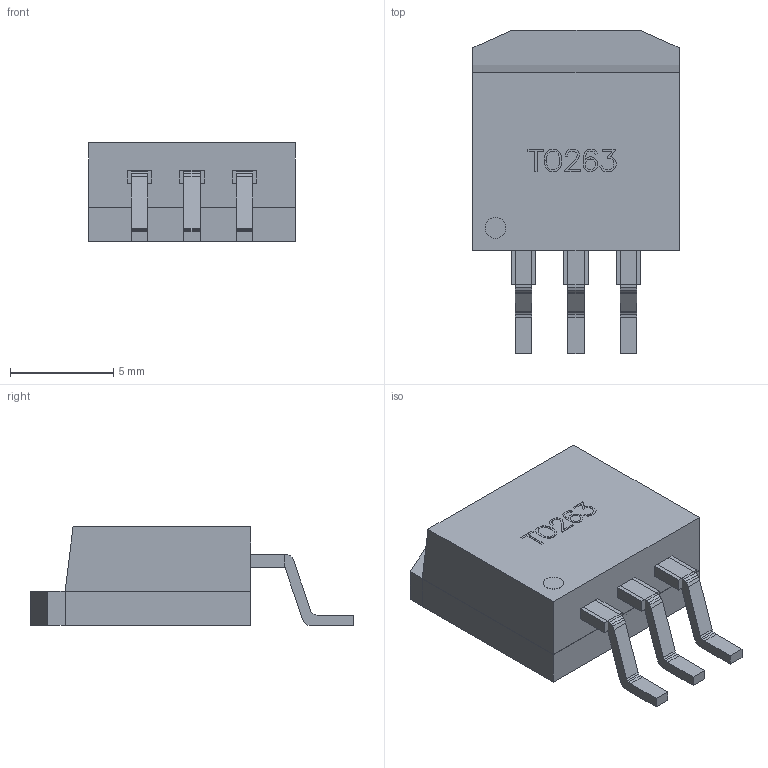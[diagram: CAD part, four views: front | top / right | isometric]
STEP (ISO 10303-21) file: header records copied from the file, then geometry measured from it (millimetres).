
FILE_DESCRIPTION (( 'STEP AP214' ), '1' );
FILE_NAME ('SW3dPS-TO263-3.STEP', '2009-09-25T15:21:07', ( 'SysAdmin' ), ( 'SolidWorks' ), 'SwSTEP 2.0', 'SolidWorks 2009', '' );
FILE_SCHEMA (( 'AUTOMOTIVE_DESIGN' ));
Length unit declared in the file: millimetre
Products named in the file (37): SW3dPS-TO263-3_BODY5; SW3dPS-TO263-3; SW3dPS-TO263-3_450155473; SW3dPS-TO263-3_Free-Models5; SW3dPS-TO263-3_Board7; SW3dPS-TO263-3_Extruded10; SW3dPS-TO263-3_450155217; SW3dPS-TO263-3_Extruded11; SW3dPS-TO263-3_450154833; SW3dPS-TO263-3_Extruded16; SW3dPS-TO263-3_450155089; SW3dPS-TO263-3_Cylinder1; SW3dPS-TO263-3_449923505; SW3dPS-TO263-3_Extruded17; SW3dPS-TO263-3_BODY3; SW3dPS-TO263-3_Extruded14; SW3dPS-TO263-3_450157265; SW3dPS-TO263-3_Free-Models7; SW3dPS-TO263-3_BODY4; SW3dPS-TO263-3_Free-Models6; SW3dPS-TO263-3_Board8; SW3dPS-TO263-3_Extruded18; SW3dPS-TO263-3_453496017; SW3dPS-TO263-3_Extruded13; SW3dPS-TO263-3_453496145; SW3dPS-TO263-3_Free-Models9; SW3dPS-TO263-3_Board6; SW3dPS-TO263-3_Extruded19; SW3dPS-TO263-3_Free-Models8; SW3dPS-TO263-3_PIN1; SW3dPS-TO263-3_453494225; SW3dPS-TO263-3_450154961; SW3dPS-TO263-3_Board5; SW3dPS-TO263-3_Board9; SW3dPS-TO263-3_Extruded15; SW3dPS-TO263-3_Extruded12; SW3dPS-TO263-3_453494353
Assembly tree (40 placements, depth 8):
  SW3dPS-TO263-3
    SW3dPS-TO263-3_Board7
    SW3dPS-TO263-3_Free-Models5
      SW3dPS-TO263-3_PIN1  x3
        SW3dPS-TO263-3_Board6
        SW3dPS-TO263-3_Free-Models9
          SW3dPS-TO263-3_453496145
            SW3dPS-TO263-3_Extruded13
      SW3dPS-TO263-3_450154961
        SW3dPS-TO263-3_Extruded19
      SW3dPS-TO263-3_450157265  x3
        SW3dPS-TO263-3_Extruded14
      SW3dPS-TO263-3_450154833
        SW3dPS-TO263-3_Extruded17
      SW3dPS-TO263-3_BODY3
        SW3dPS-TO263-3_Board5
        SW3dPS-TO263-3_Free-Models6
          SW3dPS-TO263-3_BODY4
            SW3dPS-TO263-3_Board8
            SW3dPS-TO263-3_Free-Models7
              SW3dPS-TO263-3_453496017
                SW3dPS-TO263-3_Extruded18
          SW3dPS-TO263-3_BODY5
            SW3dPS-TO263-3_Free-Models8
              SW3dPS-TO263-3_453494225
                SW3dPS-TO263-3_Extruded15
              SW3dPS-TO263-3_453494353
                SW3dPS-TO263-3_Extruded12
            SW3dPS-TO263-3_Board9
      SW3dPS-TO263-3_450155089
        SW3dPS-TO263-3_Extruded16
      SW3dPS-TO263-3_450155217
        SW3dPS-TO263-3_Extruded10
      SW3dPS-TO263-3_449923505
        SW3dPS-TO263-3_Cylinder1
      SW3dPS-TO263-3_450155473
        SW3dPS-TO263-3_Extruded11
Bounding box: 10 x 15.67 x 4.8 mm (x, y, z)
Volume: 463.1 mm3; surface area: 722.5 mm2
Topology: 20 solids, 24 shells, 327 faces, 847 edges, 566 vertices
Faces by surface type: plane 325, cylinder 2
Entity records: 9023 total; most frequent: CARTESIAN_POINT 1444, ORIENTED_EDGE 1338, DIRECTION 1319, EDGE_CURVE 673, VECTOR 669, LINE 669, VERTEX_POINT 450, AXIS2_PLACEMENT_3D 325
